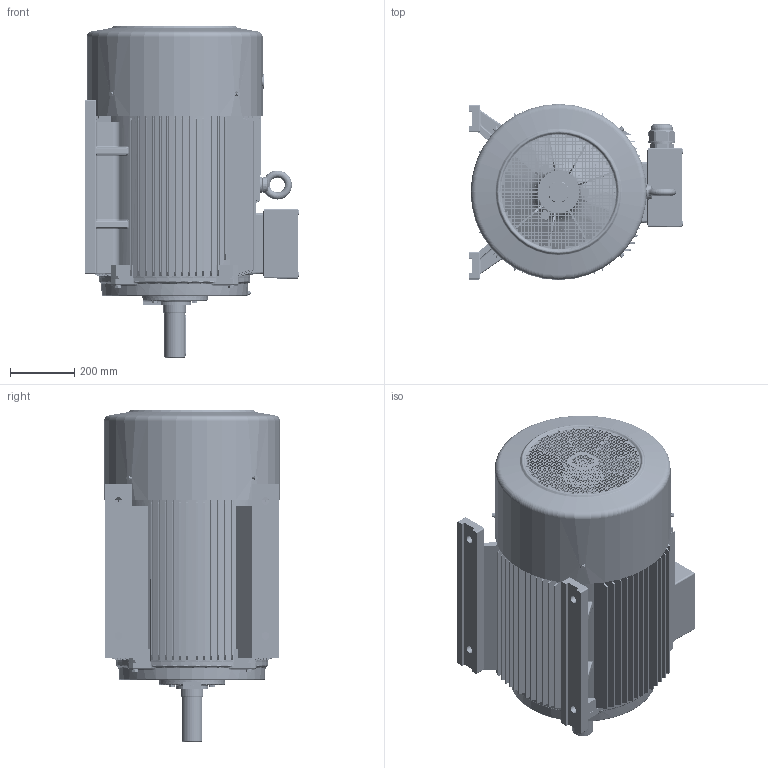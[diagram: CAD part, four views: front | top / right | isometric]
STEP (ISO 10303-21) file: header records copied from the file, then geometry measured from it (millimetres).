
FILE_DESCRIPTION(/* description */ (''),/* implementation_level */ '2;1');
FILE_NAME(/* name */ 'JM1-280M-2-B3.stp',/* time_stamp */ '2018-12-30T19:19:12+08:00',/* author */ (''),/* organization */ (''),/* preprocessor_version */ 'ST-DEVELOPER v16.7',/* originating_system */ 'SIEMENS PLM Software NX 12.0',/* authorisation */ '');
FILE_SCHEMA (('AP203_CONFIGURATION_CONTROLLED_3D_DESIGN_OF_MECHANICAL_PARTS_AND_ASSEMBLIES_MIM_LF { 1 0 10303 403 2 1 2}'));
Length unit declared in the file: millimetre
Products named in the file (1): JM1-280M-2-B3
Bounding box: 667.8 x 547 x 1031.78 mm (x, y, z)
Volume: 39351561.5 mm3; surface area: 8431767.5 mm2
Topology: 62 solids, 62 shells, 10530 faces, 30046 edges, 19711 vertices
Faces by surface type: plane 4652, cylinder 4598, cone 480, bspline 458, torus 335, sphere 7
Full cylindrical faces by diameter (mm): 2 x3, 7.188 x4, 8 x8, 8.4 x4, 9.026 x8, 10 x11, 10.863 x8, 11.2 x8, 12 x8, 12.6 x8, 16 x4, 20 x1, 24 x4, 43.312 x2, 51.188 x4, 61.031 x12, 63 x4, 64.969 x12, 67.922 x2, 83.672 x2
Entity records: 378180 total; most frequent: CARTESIAN_POINT 99915, ORIENTED_EDGE 59280, DIRECTION 56934, EDGE_CURVE 29640, AXIS2_PLACEMENT_3D 20138, VERTEX_POINT 19586, LINE 16658, VECTOR 16658
